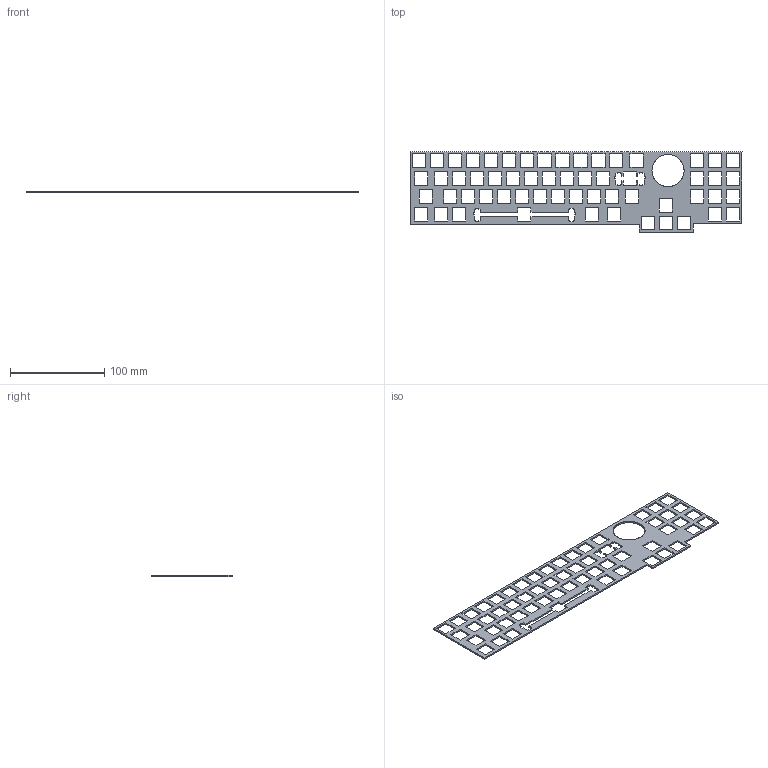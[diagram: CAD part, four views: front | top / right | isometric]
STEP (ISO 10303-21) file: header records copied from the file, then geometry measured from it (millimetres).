
FILE_DESCRIPTION(('KiCad electronic assembly'),'2;1');
FILE_NAME('switchplate.step','2023-04-13T23:17:02',('Pcbnew'),('Kicad'), 'Open CASCADE STEP processor 7.6','KiCad to STEP converter','Unknown' );
FILE_SCHEMA(('AUTOMOTIVE_DESIGN { 1 0 10303 214 1 1 1 1 }'));
Length unit declared in the file: millimetre
Products named in the file (2): switchplate 1; PCB
Assembly tree (1 placements, depth 2):
  switchplate 1
    PCB
Bounding box: 352.43 x 85.76 x 1.6 mm (x, y, z)
Volume: 23532.4 mm3; surface area: 36668.5 mm2
Topology: 1 solids, 1 shells, 452 faces, 1350 edges, 900 vertices
Faces by surface type: plane 452
Entity records: 32707 total; most frequent: CARTESIAN_POINT 5404, DIRECTION 4958, LINE 4050, VECTOR 4050, ORIENTED_EDGE 2700, PCURVE 2700, DEFINITIONAL_REPRESENTATION 2700, EDGE_CURVE 1350
